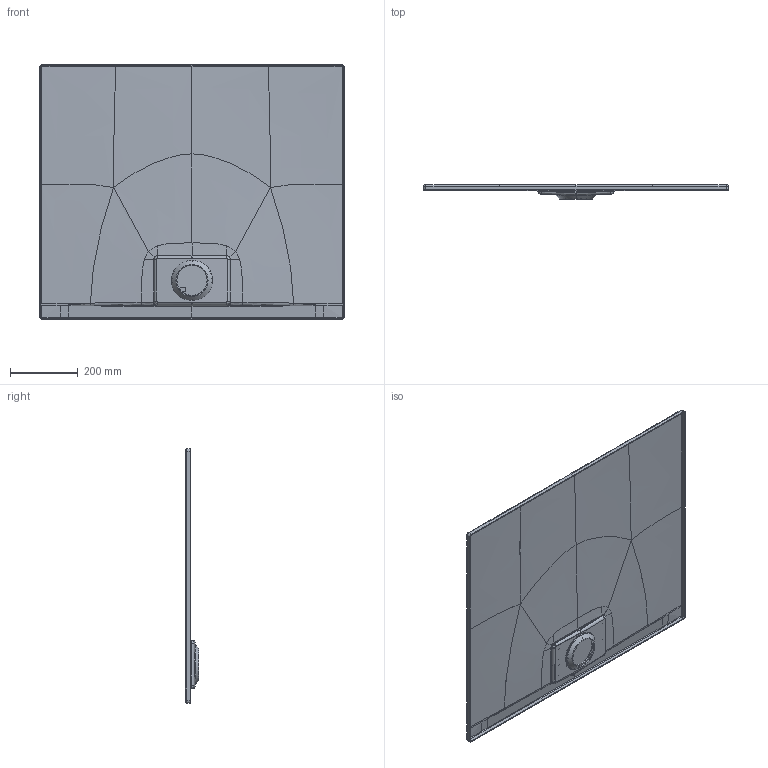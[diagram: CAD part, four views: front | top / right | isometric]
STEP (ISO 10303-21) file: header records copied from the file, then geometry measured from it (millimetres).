
FILE_DESCRIPTION((''),'2;1');
FILE_NAME('UDA9075ARA215_ARCHITECTURA_META_ASM','2022-07-12T15:57:05',('GrootJ'),('Villeroy & Boch Wellness bv'),'CREO PARAMETRIC BY PTC INC, 2020454','CREO PARAMETRIC BY PTC INC, 2020454','');
FILE_SCHEMA(('CONFIG_CONTROL_DESIGN'));
Products named in the file (6): G0500027_22; G0500024_69; G0500026_ASM_11_ASM; METALRIM_COVER_GEPLAATST120722_ASM; METALRIM-LOGO_12072022; UDA9075ARA215_ARCHITECTURA_META_ASM
Assembly tree (5 placements, depth 4):
  UDA9075ARA215_ARCHITECTURA_META_ASM
    METALRIM_COVER_GEPLAATST120722_ASM
      G0500026_ASM_11_ASM
        G0500027_22
        G0500024_69
    METALRIM-LOGO_12072022
Bounding box: 900 x 41 x 750 mm (x, y, z)
Volume: 119920.3 mm3; surface area: 1535237.6 mm2
Topology: 30 solids, 33 shells, 1183 faces, 3078 edges, 1924 vertices
Faces by surface type: plane 422, extrusion 241, bspline 175, cylinder 173, cone 114, sphere 36, torus 22
Entity records: 49983 total; most frequent: CARTESIAN_POINT 23869, ORIENTED_EDGE 6108, DIRECTION 4051, EDGE_CURVE 3059, VERTEX_POINT 1926, VECTOR 1551, B_SPLINE_CURVE_WITH_KNOTS 1521, LINE 1310
